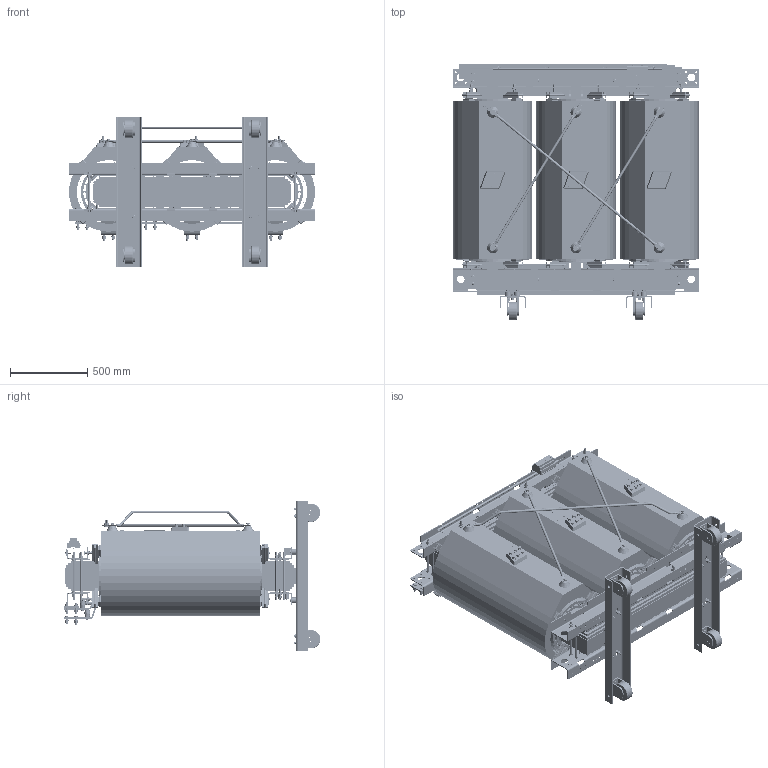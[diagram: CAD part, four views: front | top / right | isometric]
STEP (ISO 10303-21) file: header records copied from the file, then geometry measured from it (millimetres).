
FILE_DESCRIPTION (( 'STEP AP214' ), '1' );
FILE_NAME ('ﾒﾋﾑ-1000 ﾄ.Y (ﾀ).STEP', '2023-06-08T09:58:54', ( '' ), ( '' ), 'SwSTEP 2.0', 'SolidWorks 2010', '' );
FILE_SCHEMA (( 'AUTOMOTIVE_DESIGN' ));
Length unit declared in the file: millimetre
Products named in the file (1): ﾒﾋﾑ-1000 ﾄ.Y (ﾀ)
Bounding box: 1595 x 1664.03 x 970 mm (x, y, z)
Surface area: 44691154.4 mm2 (no closed solid volume)
Topology: 0 solids, 1340 shells, 6145 faces, 40139 edges, 34549 vertices
Faces by surface type: plane 3567, cylinder 2031, cone 471, torus 42, bspline 32, sphere 2
Entity records: 465107 total; most frequent: CARTESIAN_POINT 105997, DIRECTION 56536, ORIENTED_EDGE 49183, EDGE_CURVE 40139, VERTEX_POINT 34549, LINE 30208, VECTOR 30208, AXIS2_PLACEMENT_3D 13164
